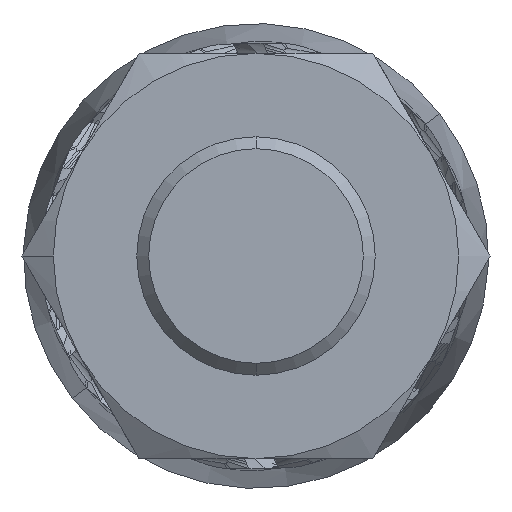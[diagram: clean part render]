
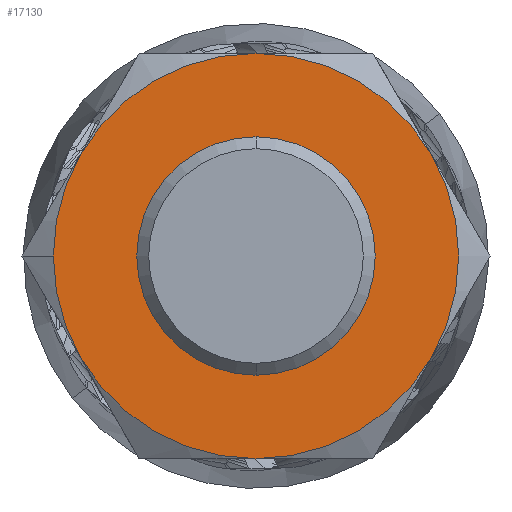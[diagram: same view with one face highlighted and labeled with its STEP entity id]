
A CAD part, front view. The second image highlights one B-rep face of the part: STEP entity #17130.
In plain terms, the highlighted planar face has unit normal (0, -1, 0).
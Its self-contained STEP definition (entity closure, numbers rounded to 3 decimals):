
#560 = DIRECTION ( 'NONE',  ( -1., 0., 0. ) ) ;
#720 = AXIS2_PLACEMENT_3D ( 'NONE', #14280, #11442, #8332 ) ;
#822 = CIRCLE ( 'NONE', #13895, 8.5 ) ;
#975 = ORIENTED_EDGE ( 'NONE', *, *, #18969, .T. ) ;
#1474 = ORIENTED_EDGE ( 'NONE', *, *, #23703, .T. ) ;
#1957 = VERTEX_POINT ( 'NONE', #34714 ) ;
#3193 = CIRCLE ( 'NONE', #14528, 5. ) ;
#3203 = VERTEX_POINT ( 'NONE', #28497 ) ;
#3204 = CIRCLE ( 'NONE', #26193, 8.5 ) ;
#3655 = VERTEX_POINT ( 'NONE', #7508 ) ;
#4143 = CARTESIAN_POINT ( 'NONE',  ( 18.693, 22.97, 16.396 ) ) ;
#4302 = AXIS2_PLACEMENT_3D ( 'NONE', #6387, #32694, #14935 ) ;
#4360 = DIRECTION ( 'NONE',  ( -1., 0., 0. ) ) ;
#4784 = AXIS2_PLACEMENT_3D ( 'NONE', #26586, #32700, #29316 ) ;
#5797 = EDGE_CURVE ( 'NONE', #21142, #34596, #822, .T. ) ;
#6387 = CARTESIAN_POINT ( 'NONE',  ( 18.693, 22.97, 24.896 ) ) ;
#6445 = CIRCLE ( 'NONE', #28609, 8.5 ) ;
#6548 = CARTESIAN_POINT ( 'NONE',  ( 18.693, 22.97, 24.896 ) ) ;
#7392 = EDGE_LOOP ( 'NONE', ( #32708, #975, #35925, #36372, #9533, #30073, #7865 ) ) ;
#7508 = CARTESIAN_POINT ( 'NONE',  ( 11.332, 22.97, 29.146 ) ) ;
#7865 = ORIENTED_EDGE ( 'NONE', *, *, #22680, .T. ) ;
#8332 = DIRECTION ( 'NONE',  ( -1., 0., 0. ) ) ;
#8407 = CARTESIAN_POINT ( 'NONE',  ( 18.693, 22.97, 24.896 ) ) ;
#9533 = ORIENTED_EDGE ( 'NONE', *, *, #27852, .T. ) ;
#10313 = AXIS2_PLACEMENT_3D ( 'NONE', #19876, #28689, #23229 ) ;
#10447 = DIRECTION ( 'NONE',  ( 0., -1., 0. ) ) ;
#10593 = DIRECTION ( 'NONE',  ( 0., -1., 0. ) ) ;
#10730 = EDGE_CURVE ( 'NONE', #3655, #20480, #28962, .T. ) ;
#11311 = CIRCLE ( 'NONE', #720, 8.5 ) ;
#11442 = DIRECTION ( 'NONE',  ( 0., -1., 0. ) ) ;
#11585 = DIRECTION ( 'NONE',  ( 0., 1., 0. ) ) ;
#11704 = AXIS2_PLACEMENT_3D ( 'NONE', #35251, #17494, #20351 ) ;
#13895 = AXIS2_PLACEMENT_3D ( 'NONE', #37144, #10593, #560 ) ;
#14019 = PLANE ( 'NONE',  #11704 ) ;
#14280 = CARTESIAN_POINT ( 'NONE',  ( 18.693, 22.97, 24.896 ) ) ;
#14376 = CARTESIAN_POINT ( 'NONE',  ( 26.054, 22.97, 29.146 ) ) ;
#14528 = AXIS2_PLACEMENT_3D ( 'NONE', #35265, #11585, #14802 ) ;
#14802 = DIRECTION ( 'NONE',  ( -1., 0., 0. ) ) ;
#14935 = DIRECTION ( 'NONE',  ( -1., 0., 0. ) ) ;
#15301 = VERTEX_POINT ( 'NONE', #14376 ) ;
#16245 = DIRECTION ( 'NONE',  ( -1., 0., 0. ) ) ;
#16861 = ORIENTED_EDGE ( 'NONE', *, *, #26634, .T. ) ;
#16895 = CARTESIAN_POINT ( 'NONE',  ( 18.693, 22.97, 33.396 ) ) ;
#17130 = ADVANCED_FACE ( 'NONE', ( #35734, #19063 ), #14019, .T. ) ;
#17494 = DIRECTION ( 'NONE',  ( 0., -1., 0. ) ) ;
#18466 = DIRECTION ( 'NONE',  ( 0., -1., 0. ) ) ;
#18969 = EDGE_CURVE ( 'NONE', #20480, #21142, #31064, .T. ) ;
#19063 = FACE_OUTER_BOUND ( 'NONE', #7392, .T. ) ;
#19530 = EDGE_LOOP ( 'NONE', ( #1474, #16861 ) ) ;
#19876 = CARTESIAN_POINT ( 'NONE',  ( 18.693, 22.97, 24.896 ) ) ;
#19922 = VERTEX_POINT ( 'NONE', #16895 ) ;
#20178 = DIRECTION ( 'NONE',  ( -1., 0., 0. ) ) ;
#20247 = EDGE_CURVE ( 'NONE', #15301, #19922, #6445, .T. ) ;
#20351 = DIRECTION ( 'NONE',  ( 0., 0., 1. ) ) ;
#20480 = VERTEX_POINT ( 'NONE', #35148 ) ;
#21142 = VERTEX_POINT ( 'NONE', #24070 ) ;
#22680 = EDGE_CURVE ( 'NONE', #19922, #3655, #25567, .T. ) ;
#23229 = DIRECTION ( 'NONE',  ( -1., 0., 0. ) ) ;
#23646 = CARTESIAN_POINT ( 'NONE',  ( 26.054, 22.97, 20.646 ) ) ;
#23703 = EDGE_CURVE ( 'NONE', #3203, #1957, #28314, .T. ) ;
#24070 = CARTESIAN_POINT ( 'NONE',  ( 11.332, 22.97, 20.646 ) ) ;
#25567 = CIRCLE ( 'NONE', #10313, 8.5 ) ;
#26193 = AXIS2_PLACEMENT_3D ( 'NONE', #6548, #18466, #16245 ) ;
#26586 = CARTESIAN_POINT ( 'NONE',  ( 18.693, 22.97, 24.896 ) ) ;
#26634 = EDGE_CURVE ( 'NONE', #1957, #3203, #3193, .T. ) ;
#26889 = AXIS2_PLACEMENT_3D ( 'NONE', #8407, #29233, #20178 ) ;
#27852 = EDGE_CURVE ( 'NONE', #28778, #15301, #3204, .T. ) ;
#28314 = CIRCLE ( 'NONE', #26889, 5. ) ;
#28497 = CARTESIAN_POINT ( 'NONE',  ( 13.693, 22.97, 24.896 ) ) ;
#28609 = AXIS2_PLACEMENT_3D ( 'NONE', #33771, #10447, #4360 ) ;
#28689 = DIRECTION ( 'NONE',  ( 0., -1., 0. ) ) ;
#28778 = VERTEX_POINT ( 'NONE', #23646 ) ;
#28962 = CIRCLE ( 'NONE', #4302, 8.5 ) ;
#29233 = DIRECTION ( 'NONE',  ( 0., 1., 0. ) ) ;
#29316 = DIRECTION ( 'NONE',  ( -1., 0., 0. ) ) ;
#30073 = ORIENTED_EDGE ( 'NONE', *, *, #20247, .T. ) ;
#31064 = CIRCLE ( 'NONE', #4784, 8.5 ) ;
#32694 = DIRECTION ( 'NONE',  ( 0., -1., 0. ) ) ;
#32700 = DIRECTION ( 'NONE',  ( 0., -1., 0. ) ) ;
#32708 = ORIENTED_EDGE ( 'NONE', *, *, #10730, .T. ) ;
#33771 = CARTESIAN_POINT ( 'NONE',  ( 18.693, 22.97, 24.896 ) ) ;
#34596 = VERTEX_POINT ( 'NONE', #4143 ) ;
#34714 = CARTESIAN_POINT ( 'NONE',  ( 23.693, 22.97, 24.896 ) ) ;
#35148 = CARTESIAN_POINT ( 'NONE',  ( 10.193, 22.97, 24.896 ) ) ;
#35251 = CARTESIAN_POINT ( 'NONE',  ( 14.443, 22.97, 24.896 ) ) ;
#35265 = CARTESIAN_POINT ( 'NONE',  ( 18.693, 22.97, 24.896 ) ) ;
#35734 = FACE_BOUND ( 'NONE', #19530, .T. ) ;
#35925 = ORIENTED_EDGE ( 'NONE', *, *, #5797, .T. ) ;
#36372 = ORIENTED_EDGE ( 'NONE', *, *, #36597, .T. ) ;
#36597 = EDGE_CURVE ( 'NONE', #34596, #28778, #11311, .T. ) ;
#37144 = CARTESIAN_POINT ( 'NONE',  ( 18.693, 22.97, 24.896 ) ) ;
